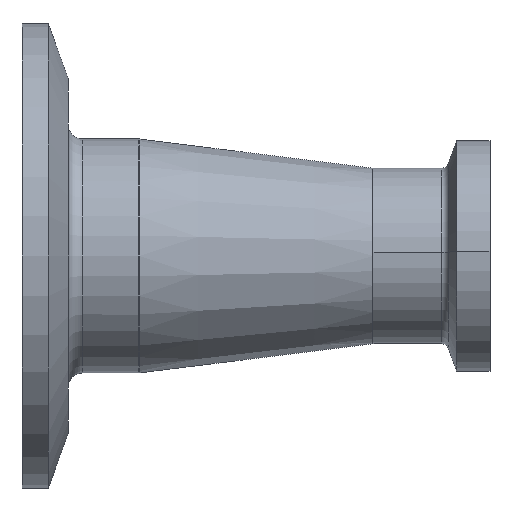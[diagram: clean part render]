
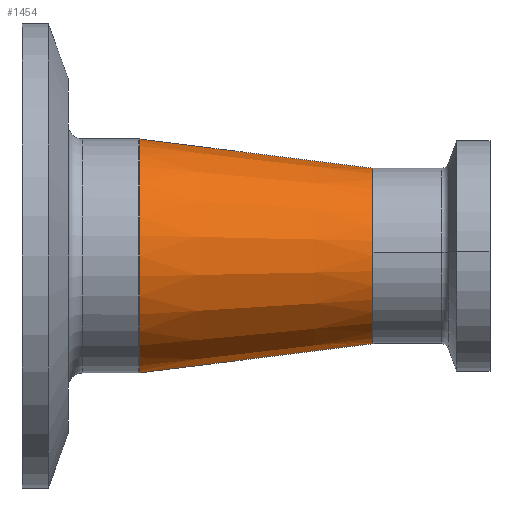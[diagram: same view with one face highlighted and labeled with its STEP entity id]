
A CAD part, left-side view. The second image highlights one B-rep face of the part: STEP entity #1454.
In plain terms, the highlighted conical face has half-angle 7.125 degrees and reference radius 9.525 mm.
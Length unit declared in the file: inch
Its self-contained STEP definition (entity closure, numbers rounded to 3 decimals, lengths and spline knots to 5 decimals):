
#36 = DIRECTION ( 'NONE',  ( 0., 0., 1. ) ) ;
#67 = EDGE_LOOP ( 'NONE', ( #1247, #275, #1546, #900 ) ) ;
#68 = CARTESIAN_POINT ( 'NONE',  ( 0., 1., -0.5 ) ) ;
#100 = EDGE_CURVE ( 'NONE', #784, #111, #899, .T. ) ;
#111 = VERTEX_POINT ( 'NONE', #395 ) ;
#130 = CARTESIAN_POINT ( 'NONE',  ( 0., 0., 0. ) ) ;
#158 = LINE ( 'NONE', #385, #1435 ) ;
#202 = CONICAL_SURFACE ( 'NONE', #501, 0.375, 0.124 ) ;
#275 = ORIENTED_EDGE ( 'NONE', *, *, #450, .T. ) ;
#385 = CARTESIAN_POINT ( 'NONE',  ( 0., 0., -0.375 ) ) ;
#395 = CARTESIAN_POINT ( 'NONE',  ( 0., 1., 0.5 ) ) ;
#429 = DIRECTION ( 'NONE',  ( 0., 1., 0. ) ) ;
#450 = EDGE_CURVE ( 'NONE', #1240, #784, #1322, .T. ) ;
#501 = AXIS2_PLACEMENT_3D ( 'NONE', #960, #429, #36 ) ;
#505 = CARTESIAN_POINT ( 'NONE',  ( 0., 0., -0.375 ) ) ;
#541 = DIRECTION ( 'NONE',  ( 0., 0.992, 0.124 ) ) ;
#615 = AXIS2_PLACEMENT_3D ( 'NONE', #130, #1073, #807 ) ;
#645 = FACE_OUTER_BOUND ( 'NONE', #67, .T. ) ;
#764 = CARTESIAN_POINT ( 'NONE',  ( 0., 1., 0. ) ) ;
#784 = VERTEX_POINT ( 'NONE', #1421 ) ;
#789 = CARTESIAN_POINT ( 'NONE',  ( 0., 0., 0.375 ) ) ;
#807 = DIRECTION ( 'NONE',  ( 0., 0., 1. ) ) ;
#862 = AXIS2_PLACEMENT_3D ( 'NONE', #764, #1691, #897 ) ;
#897 = DIRECTION ( 'NONE',  ( 0., 0., 1. ) ) ;
#899 = LINE ( 'NONE', #789, #1471 ) ;
#900 = ORIENTED_EDGE ( 'NONE', *, *, #1640, .F. ) ;
#960 = CARTESIAN_POINT ( 'NONE',  ( 0., 0., 0. ) ) ;
#1057 = CIRCLE ( 'NONE', #862, 0.5 ) ;
#1061 = DIRECTION ( 'NONE',  ( 0., 0.992, -0.124 ) ) ;
#1073 = DIRECTION ( 'NONE',  ( 0., 1., 0. ) ) ;
#1240 = VERTEX_POINT ( 'NONE', #505 ) ;
#1247 = ORIENTED_EDGE ( 'NONE', *, *, #1728, .F. ) ;
#1322 = CIRCLE ( 'NONE', #615, 0.375 ) ;
#1421 = CARTESIAN_POINT ( 'NONE',  ( 0., 0., 0.375 ) ) ;
#1435 = VECTOR ( 'NONE', #1061, 39.37008 ) ;
#1454 = ADVANCED_FACE ( 'NONE', ( #645 ), #202, .T. ) ;
#1471 = VECTOR ( 'NONE', #541, 39.37008 ) ;
#1546 = ORIENTED_EDGE ( 'NONE', *, *, #100, .T. ) ;
#1599 = VERTEX_POINT ( 'NONE', #68 ) ;
#1640 = EDGE_CURVE ( 'NONE', #1599, #111, #1057, .T. ) ;
#1691 = DIRECTION ( 'NONE',  ( 0., 1., 0. ) ) ;
#1728 = EDGE_CURVE ( 'NONE', #1240, #1599, #158, .T. ) ;
